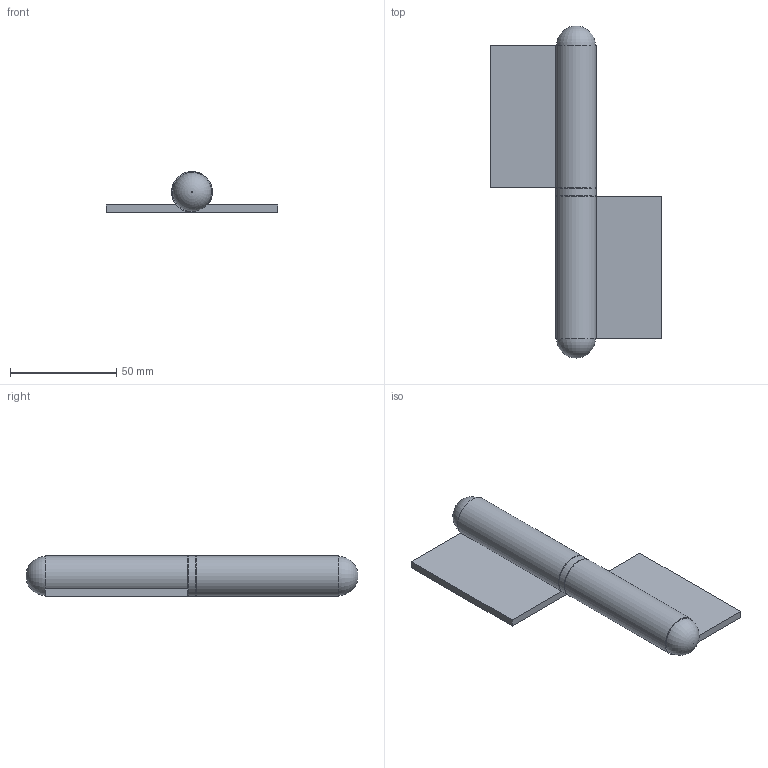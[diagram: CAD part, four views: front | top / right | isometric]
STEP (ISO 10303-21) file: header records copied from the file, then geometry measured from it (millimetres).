
FILE_DESCRIPTION (( 'STEP AP203' ), '1' );
FILE_NAME ('430-140R.step', '2022-07-01T06:44:27', ( '' ), ( '' ), 'SwSTEP 2.0', 'SolidWorks 2018', '' );
FILE_SCHEMA (( 'CONFIG_CONTROL_DESIGN' ));
Length unit declared in the file: millimetre
Products named in the file (3): 430-140R; 430-xxR Teil2_430-140R; 430-xxR Teil1_430-140R
Assembly tree (2 placements, depth 2):
  430-140R
    430-xxR Teil2_430-140R
    430-xxR Teil1_430-140R
Bounding box: 80.8 x 156 x 19.2 mm (x, y, z)
Volume: 47443.4 mm3; surface area: 27552.7 mm2
Topology: 3 solids, 3 shells, 243 faces, 629 edges, 417 vertices
Faces by surface type: plane 147, bspline 85, cylinder 6, torus 4, cone 1
Full cylindrical faces by diameter (mm): 11.8 x1, 19.2 x1
Entity records: 12264 total; most frequent: CARTESIAN_POINT 6624, ORIENTED_EDGE 1240, DIRECTION 797, EDGE_CURVE 620, LINE 429, VECTOR 429, VERTEX_POINT 415, EDGE_LOOP 275
